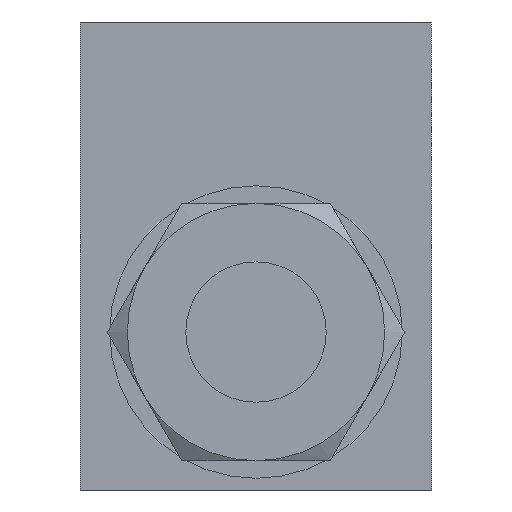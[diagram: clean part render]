
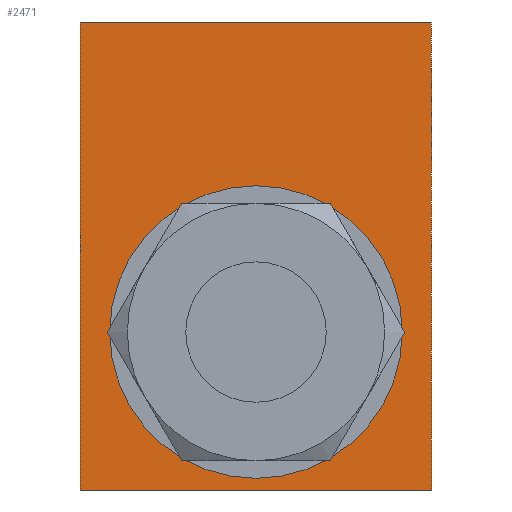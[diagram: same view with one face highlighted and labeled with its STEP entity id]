
A CAD part, front view. The second image highlights one B-rep face of the part: STEP entity #2471.
In plain terms, the highlighted planar face has unit normal (0, -1, 0).
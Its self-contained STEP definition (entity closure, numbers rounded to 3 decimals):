
#169=LINE('',#3725,#229);
#172=LINE('',#3731,#232);
#175=LINE('',#3737,#235);
#178=LINE('',#3746,#238);
#229=VECTOR('',#3020,1000.);
#232=VECTOR('',#3025,1000.);
#235=VECTOR('',#3030,1000.);
#238=VECTOR('',#3039,1000.);
#284=PLANE('',#2652);
#596=ORIENTED_EDGE('',*,*,#918,.T.);
#597=ORIENTED_EDGE('',*,*,#906,.F.);
#598=ORIENTED_EDGE('',*,*,#917,.F.);
#599=ORIENTED_EDGE('',*,*,#912,.F.);
#600=ORIENTED_EDGE('',*,*,#909,.F.);
#906=EDGE_CURVE('',#1080,#1081,#169,.T.);
#909=EDGE_CURVE('',#1081,#1083,#172,.T.);
#912=EDGE_CURVE('',#1083,#1085,#175,.T.);
#917=EDGE_CURVE('',#1085,#1080,#178,.T.);
#918=EDGE_CURVE('',#1088,#1088,#1196,.T.);
#1080=VERTEX_POINT('',#3724);
#1081=VERTEX_POINT('',#3726);
#1083=VERTEX_POINT('',#3732);
#1085=VERTEX_POINT('',#3738);
#1088=VERTEX_POINT('',#3749);
#1196=CIRCLE('',#2653,12.5);
#1323=EDGE_LOOP('',(#596));
#1324=EDGE_LOOP('',(#597,#598,#599,#600));
#1481=FACE_BOUND('',#1323,.T.);
#1482=FACE_BOUND('',#1324,.T.);
#2471=ADVANCED_FACE('',(#1481,#1482),#284,.F.);
#2652=AXIS2_PLACEMENT_3D('',#3747,#3040,#3041);
#2653=AXIS2_PLACEMENT_3D('',#3748,#3042,#3043);
#3020=DIRECTION('',(0.,0.,-1.));
#3025=DIRECTION('',(-1.,0.,0.));
#3030=DIRECTION('',(0.,0.,1.));
#3039=DIRECTION('',(1.,0.,0.));
#3040=DIRECTION('',(0.,1.,0.));
#3041=DIRECTION('',(0.,0.,1.));
#3042=DIRECTION('',(0.,1.,0.));
#3043=DIRECTION('',(0.,0.,-1.));
#3724=CARTESIAN_POINT('',(15.,-32.5,26.5));
#3725=CARTESIAN_POINT('',(15.,-32.5,26.5));
#3726=CARTESIAN_POINT('',(15.,-32.5,-13.5));
#3731=CARTESIAN_POINT('',(15.,-32.5,-13.5));
#3732=CARTESIAN_POINT('',(-15.,-32.5,-13.5));
#3737=CARTESIAN_POINT('',(-15.,-32.5,-13.5));
#3738=CARTESIAN_POINT('',(-15.,-32.5,26.5));
#3746=CARTESIAN_POINT('',(-15.,-32.5,26.5));
#3747=CARTESIAN_POINT('',(0.,-32.5,0.));
#3748=CARTESIAN_POINT('',(0.,-32.5,0.));
#3749=CARTESIAN_POINT('',(0.,-32.5,-12.5));
